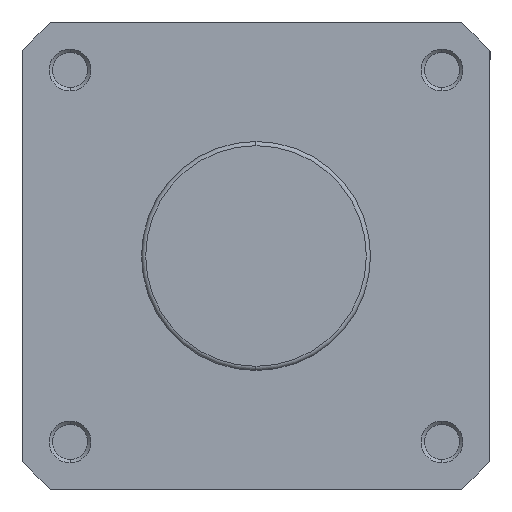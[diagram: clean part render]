
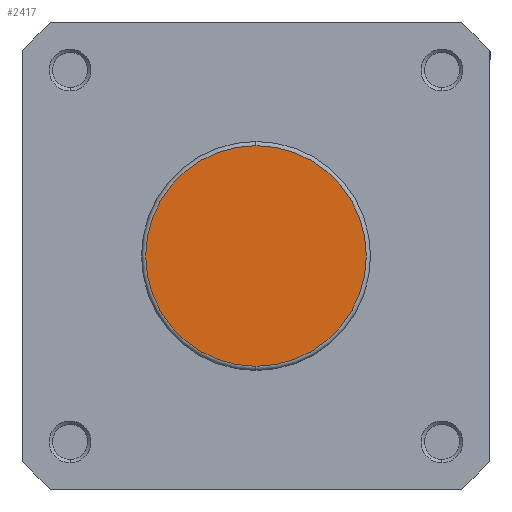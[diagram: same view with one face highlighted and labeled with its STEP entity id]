
A CAD part, left-side view. The second image highlights one B-rep face of the part: STEP entity #2417.
In plain terms, the highlighted planar face has unit normal (-1, 0, 0).
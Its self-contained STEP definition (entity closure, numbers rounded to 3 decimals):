
#201 = VERTEX_POINT ( 'NONE', #237 ) ;
#229 = VERTEX_POINT ( 'NONE', #5375 ) ;
#237 = CARTESIAN_POINT ( 'NONE',  ( 0., 0., 26.4 ) ) ;
#892 = CARTESIAN_POINT ( 'NONE',  ( 0., 27.4, 0. ) ) ;
#900 = PLANE ( 'NONE',  #4899 ) ;
#915 = DIRECTION ( 'NONE',  ( 1., 0., 0. ) ) ;
#916 = DIRECTION ( 'NONE',  ( 0., 0., -1. ) ) ;
#1488 = DIRECTION ( 'NONE',  ( -1., 0., 0. ) ) ;
#1493 = CARTESIAN_POINT ( 'NONE',  ( 0., 0., 0. ) ) ;
#1496 = DIRECTION ( 'NONE',  ( 0., 0., -1. ) ) ;
#1555 = CARTESIAN_POINT ( 'NONE',  ( 0., 0., 0. ) ) ;
#1557 = DIRECTION ( 'NONE',  ( -1., 0., 0. ) ) ;
#1558 = DIRECTION ( 'NONE',  ( 0., 0., -1. ) ) ;
#2417 = ADVANCED_FACE ( 'NONE', ( #3579 ), #900, .F. ) ;
#3579 = FACE_OUTER_BOUND ( 'NONE', #4354, .T. ) ;
#3918 = CIRCLE ( 'NONE', #5066, 26.4 ) ;
#3955 = CIRCLE ( 'NONE', #5081, 26.4 ) ;
#4354 = EDGE_LOOP ( 'NONE', ( #5322, #5384 ) ) ;
#4432 = EDGE_CURVE ( 'NONE', #229, #201, #3918, .T. ) ;
#4471 = EDGE_CURVE ( 'NONE', #201, #229, #3955, .T. ) ;
#4899 = AXIS2_PLACEMENT_3D ( 'NONE', #892, #915, #916 ) ;
#5066 = AXIS2_PLACEMENT_3D ( 'NONE', #1493, #1488, #1496 ) ;
#5081 = AXIS2_PLACEMENT_3D ( 'NONE', #1555, #1557, #1558 ) ;
#5322 = ORIENTED_EDGE ( 'NONE', *, *, #4432, .T. ) ;
#5375 = CARTESIAN_POINT ( 'NONE',  ( 0., 0., -26.4 ) ) ;
#5384 = ORIENTED_EDGE ( 'NONE', *, *, #4471, .T. ) ;
